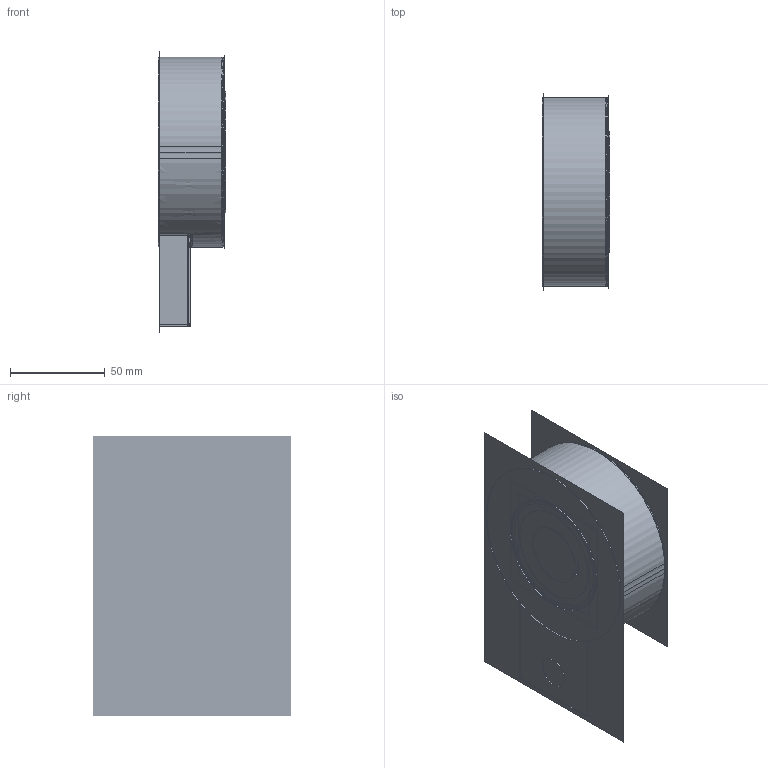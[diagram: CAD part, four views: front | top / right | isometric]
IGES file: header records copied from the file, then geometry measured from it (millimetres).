
Start section:  PTC IGES file: ra459z.igs
Global section: file name: ra459z.igs; native system: Creo Parametric by Parametric Technology Corporation; preprocessor: 2013150; author: sales 4; organization: Unknown; date: 20140326.143715; units: millimetre
Bounding box: 35.36 x 104 x 147.72 mm (x, y, z)
Volume: 264387.9 mm3; surface area: 816332.2 mm2
Topology: 65 solids, 65 shells, 6726 faces, 35070 edges, 43929 vertices
Faces by surface type: bspline 3946, revolution 2780
